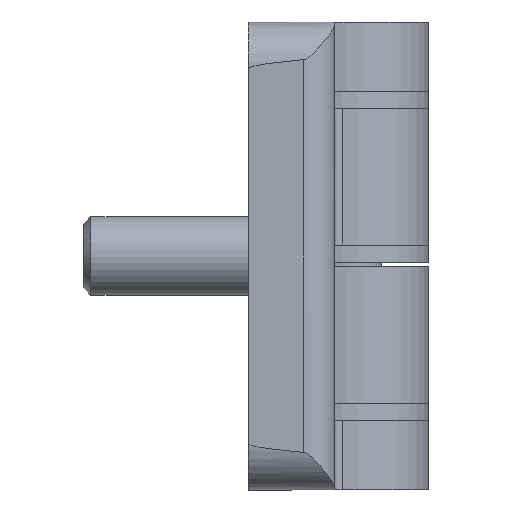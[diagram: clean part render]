
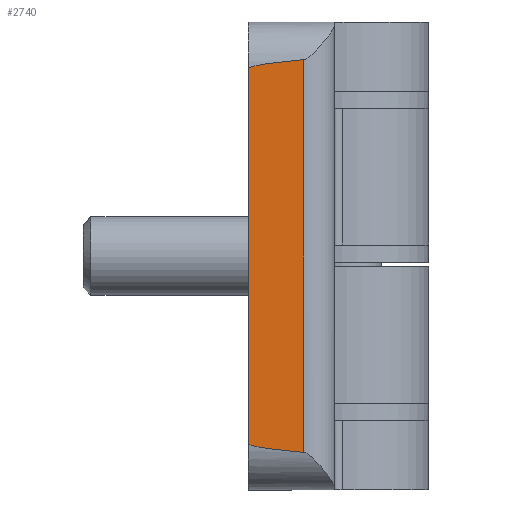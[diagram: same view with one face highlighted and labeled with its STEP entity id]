
A CAD part, left-side view. The second image highlights one B-rep face of the part: STEP entity #2740.
In plain terms, the highlighted planar face has unit normal (-1, -0.018, 0).
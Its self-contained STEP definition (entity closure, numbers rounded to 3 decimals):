
#49=ELLIPSE('',#3307,171.896,3.);
#50=ELLIPSE('',#3309,171.896,3.);
#203=PLANE('',#3313);
#348=FACE_OUTER_BOUND('',#525,.T.);
#525=EDGE_LOOP('',(#2277,#2278,#2279,#2280));
#713=LINE('',#4946,#902);
#714=LINE('',#4947,#903);
#902=VECTOR('',#4097,23.8);
#903=VECTOR('',#4098,25.011);
#1267=VERTEX_POINT('',#4899);
#1268=VERTEX_POINT('',#4915);
#1269=VERTEX_POINT('',#4919);
#1270=VERTEX_POINT('',#4920);
#1611=EDGE_CURVE('',#1267,#1268,#49,.T.);
#1612=EDGE_CURVE('',#1269,#1270,#50,.T.);
#1619=EDGE_CURVE('',#1268,#1269,#713,.T.);
#1620=EDGE_CURVE('',#1267,#1270,#714,.T.);
#2277=ORIENTED_EDGE('',*,*,#1611,.T.);
#2278=ORIENTED_EDGE('',*,*,#1619,.T.);
#2279=ORIENTED_EDGE('',*,*,#1612,.T.);
#2280=ORIENTED_EDGE('',*,*,#1620,.F.);
#2740=ADVANCED_FACE('',(#348),#203,.T.);
#3307=AXIS2_PLACEMENT_3D('',#4917,#4080,#4081);
#3309=AXIS2_PLACEMENT_3D('',#4921,#4084,#4085);
#3313=AXIS2_PLACEMENT_3D('',#4945,#4095,#4096);
#4080=DIRECTION('center_axis',(-1.,-0.017,0.));
#4081=DIRECTION('ref_axis',(-0.017,1.,0.));
#4084=DIRECTION('center_axis',(-1.,-0.017,0.));
#4085=DIRECTION('ref_axis',(-0.017,1.,0.));
#4095=DIRECTION('center_axis',(-1.,-0.017,0.));
#4096=DIRECTION('ref_axis',(0.,0.,1.));
#4097=DIRECTION('',(0.,0.,-1.));
#4098=DIRECTION('',(0.,0.,-1.));
#4899=CARTESIAN_POINT('',(-9.838,-3.535,12.505));
#4915=CARTESIAN_POINT('',(-9.9,0.,11.9));
#4917=CARTESIAN_POINT('Origin',(-6.9,-171.87,11.9));
#4919=CARTESIAN_POINT('',(-9.9,0.,-11.9));
#4920=CARTESIAN_POINT('',(-9.838,-3.535,-12.505));
#4921=CARTESIAN_POINT('Origin',(-6.9,-171.87,-11.9));
#4945=CARTESIAN_POINT('Origin',(-9.9,0.,14.9));
#4946=CARTESIAN_POINT('',(-9.9,0.,11.9));
#4947=CARTESIAN_POINT('',(-9.838,-3.535,12.505));
